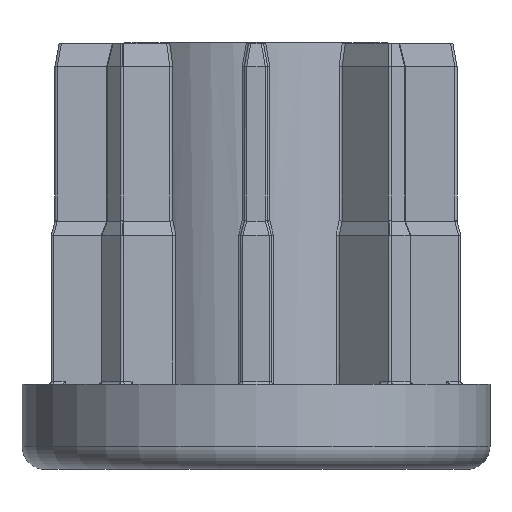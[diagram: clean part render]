
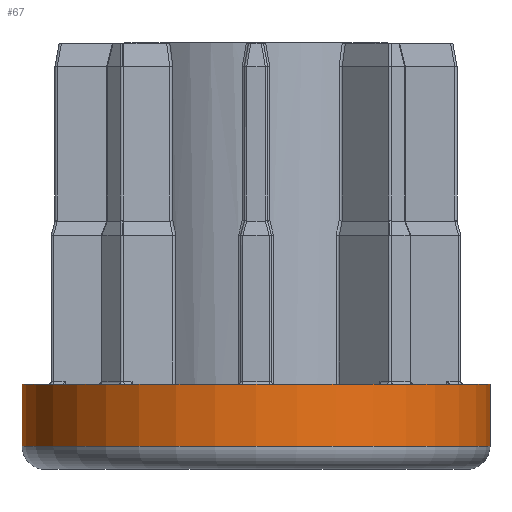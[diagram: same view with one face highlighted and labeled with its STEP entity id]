
A CAD part, front view. The second image highlights one B-rep face of the part: STEP entity #67.
In plain terms, the highlighted cylindrical face has radius 30.15 mm (diameter 60.3 mm), a partial arc.
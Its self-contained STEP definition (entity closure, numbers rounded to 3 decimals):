
#67 = ADVANCED_FACE ( 'NONE', ( #3309 ), #2672, .T. ) ;
#179 = VECTOR ( 'NONE', #965, 1000. ) ;
#471 = ORIENTED_EDGE ( 'NONE', *, *, #10493, .F. ) ;
#526 = CARTESIAN_POINT ( 'NONE',  ( 0., 0., 11. ) ) ;
#697 = DIRECTION ( 'NONE',  ( 0., 0., 1. ) ) ;
#965 = DIRECTION ( 'NONE',  ( 0., 0., -1. ) ) ;
#1647 = DIRECTION ( 'NONE',  ( 1., 0., 0. ) ) ;
#1777 = ORIENTED_EDGE ( 'NONE', *, *, #12646, .T. ) ;
#1861 = AXIS2_PLACEMENT_3D ( 'NONE', #6909, #697, #7882 ) ;
#2667 = CIRCLE ( 'NONE', #4336, 30.15 ) ;
#2672 = CYLINDRICAL_SURFACE ( 'NONE', #8393, 30.15 ) ;
#2860 = VERTEX_POINT ( 'NONE', #10497 ) ;
#3010 = CARTESIAN_POINT ( 'NONE',  ( 0., 0., 11. ) ) ;
#3102 = EDGE_CURVE ( 'NONE', #12389, #8243, #2667, .T. ) ;
#3309 = FACE_OUTER_BOUND ( 'NONE', #9632, .T. ) ;
#4336 = AXIS2_PLACEMENT_3D ( 'NONE', #526, #7733, #1647 ) ;
#5049 = ORIENTED_EDGE ( 'NONE', *, *, #3102, .F. ) ;
#5480 = CARTESIAN_POINT ( 'NONE',  ( 30.15, 0., 11. ) ) ;
#5740 = ORIENTED_EDGE ( 'NONE', *, *, #10539, .T. ) ;
#5760 = LINE ( 'NONE', #8120, #179 ) ;
#6041 = DIRECTION ( 'NONE',  ( 0., 0., -1. ) ) ;
#6218 = CARTESIAN_POINT ( 'NONE',  ( -30.15, 0., 11. ) ) ;
#6278 = CARTESIAN_POINT ( 'NONE',  ( -30.15, 0., 11. ) ) ;
#6501 = CARTESIAN_POINT ( 'NONE',  ( 30.15, 0., 3. ) ) ;
#6909 = CARTESIAN_POINT ( 'NONE',  ( 0., 0., 3. ) ) ;
#7733 = DIRECTION ( 'NONE',  ( 0., 0., 1. ) ) ;
#7768 = VECTOR ( 'NONE', #12238, 1000. ) ;
#7882 = DIRECTION ( 'NONE',  ( 1., 0., 0. ) ) ;
#8120 = CARTESIAN_POINT ( 'NONE',  ( 30.15, 0., 11. ) ) ;
#8243 = VERTEX_POINT ( 'NONE', #5480 ) ;
#8268 = VERTEX_POINT ( 'NONE', #6501 ) ;
#8393 = AXIS2_PLACEMENT_3D ( 'NONE', #3010, #6041, #8982 ) ;
#8982 = DIRECTION ( 'NONE',  ( -1., 0., 0. ) ) ;
#9632 = EDGE_LOOP ( 'NONE', ( #471, #5049, #5740, #1777 ) ) ;
#10493 = EDGE_CURVE ( 'NONE', #8243, #8268, #5760, .T. ) ;
#10497 = CARTESIAN_POINT ( 'NONE',  ( -30.15, 0., 3. ) ) ;
#10539 = EDGE_CURVE ( 'NONE', #12389, #2860, #13100, .T. ) ;
#12238 = DIRECTION ( 'NONE',  ( 0., 0., -1. ) ) ;
#12348 = CIRCLE ( 'NONE', #1861, 30.15 ) ;
#12389 = VERTEX_POINT ( 'NONE', #6218 ) ;
#12646 = EDGE_CURVE ( 'NONE', #2860, #8268, #12348, .T. ) ;
#13100 = LINE ( 'NONE', #6278, #7768 ) ;
